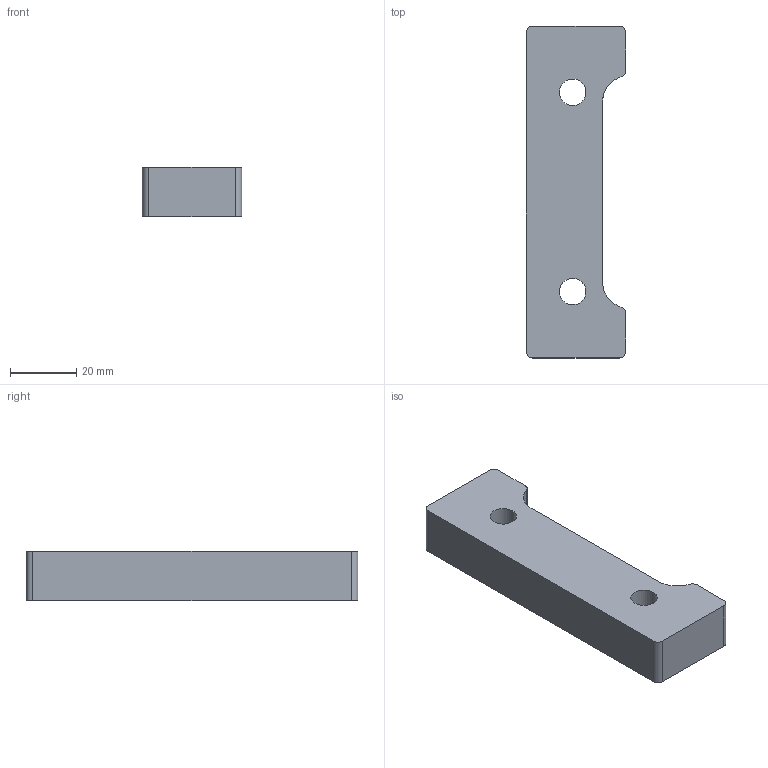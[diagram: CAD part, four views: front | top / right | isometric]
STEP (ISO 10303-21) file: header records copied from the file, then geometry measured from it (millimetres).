
FILE_DESCRIPTION(('FreeCAD Model'),'2;1');
FILE_NAME('sg-plainbearing-millbase.step','2016-06-19T21:30:23',('FreeCAD'),( 'FreeCAD'),'Open CASCADE STEP processor 6.9','FreeCAD','Unknown');
FILE_SCHEMA(('AUTOMOTIVE_DESIGN_CC2 { 1 2 10303 214 -1 1 5 4 }'));
Length unit declared in the file: millimetre
Products named in the file (1): Open CASCADE STEP translator 6.9 6
Bounding box: 30 x 100 x 15 mm (x, y, z)
Volume: 33766.4 mm3; surface area: 10238.1 mm2
Topology: 1 solids, 1 shells, 26 faces, 66 edges, 44 vertices
Faces by surface type: plane 16, cylinder 10
Full cylindrical faces by diameter (mm): 8 x2
Entity records: 1706 total; most frequent: CARTESIAN_POINT 355, DIRECTION 256, LINE 156, VECTOR 156, ORIENTED_EDGE 132, PCURVE 132, DEFINITIONAL_REPRESENTATION 132, EDGE_CURVE 66
